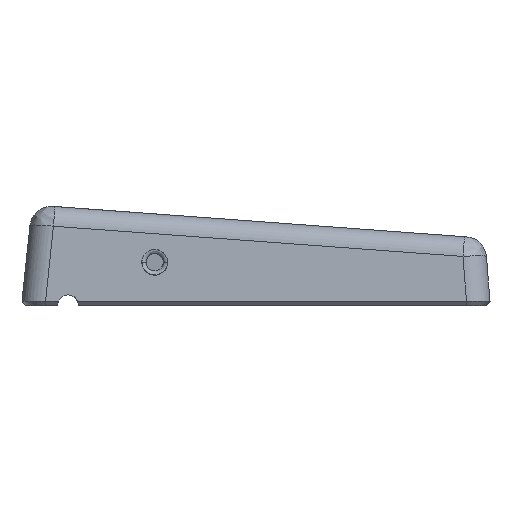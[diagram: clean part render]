
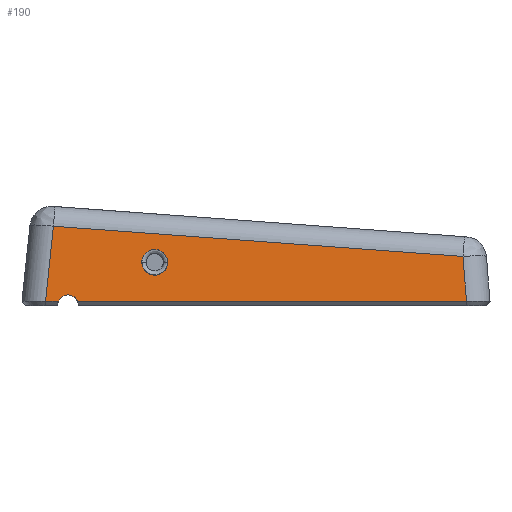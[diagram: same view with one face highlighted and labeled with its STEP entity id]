
A CAD part, left-side view. The second image highlights one B-rep face of the part: STEP entity #190.
In plain terms, the highlighted planar face has unit normal (-0.997, 0, 0.079).
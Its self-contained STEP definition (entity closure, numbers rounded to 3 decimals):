
#145 = FACE_OUTER_BOUND ( 'NONE', #4771, .T. ) ;
#190 = ADVANCED_FACE ( 'NONE', ( #145, #4805 ), #1676, .F. ) ;
#205 = CARTESIAN_POINT ( 'NONE',  ( -158.351, 23.6, 7.1 ) ) ;
#208 =( BOUNDED_CURVE ( )  B_SPLINE_CURVE ( 3, ( #1096, #2613, #2248, #3770 ),
 .UNSPECIFIED., .F., .T. ) 
 B_SPLINE_CURVE_WITH_KNOTS ( ( 4, 4 ),
 ( 5.092, 7.474 ),
 .UNSPECIFIED. ) 
 CURVE ( )  GEOMETRIC_REPRESENTATION_ITEM ( )  RATIONAL_B_SPLINE_CURVE ( ( 1., 0.58, 0.58, 1. ) ) 
 REPRESENTATION_ITEM ( '' )  );
#220 = EDGE_CURVE ( 'NONE', #4376, #3700, #4833, .T. ) ;
#238 = CARTESIAN_POINT ( 'NONE',  ( -158.351, 17.6, 7.1 ) ) ;
#513 = ORIENTED_EDGE ( 'NONE', *, *, #1094, .T. ) ;
#587 = CARTESIAN_POINT ( 'NONE',  ( -158.51, 48.641, 5.081 ) ) ;
#593 = EDGE_CURVE ( 'NONE', #4776, #4824, #3113, .T. ) ;
#596 = CARTESIAN_POINT ( 'NONE',  ( -157.879, 17.6, 13.1 ) ) ;
#611 = VECTOR ( 'NONE', #3974, 1000. ) ;
#889 = VERTEX_POINT ( 'NONE', #4257 ) ;
#965 = CARTESIAN_POINT ( 'NONE',  ( -158.351, 23.6, 7.1 ) ) ;
#998 = CARTESIAN_POINT ( 'NONE',  ( -158.91, 0., 0. ) ) ;
#1010 = CARTESIAN_POINT ( 'NONE',  ( -157.879, 23.6, 13.1 ) ) ;
#1094 = EDGE_CURVE ( 'NONE', #4781, #889, #4739, .T. ) ;
#1096 = CARTESIAN_POINT ( 'NONE',  ( -158.832, 46.075, 0.997 ) ) ;
#1104 =( BOUNDED_CURVE ( )  B_SPLINE_CURVE ( 3, ( #965, #238, #596, #3293 ),
 .UNSPECIFIED., .F., .T. ) 
 B_SPLINE_CURVE_WITH_KNOTS ( ( 4, 4 ),
 ( 0., 3.142 ),
 .UNSPECIFIED. ) 
 CURVE ( )  GEOMETRIC_REPRESENTATION_ITEM ( )  RATIONAL_B_SPLINE_CURVE ( ( 1., 0.333, 0.333, 1. ) ) 
 REPRESENTATION_ITEM ( '' )  );
#1257 = DIRECTION ( 'NONE',  ( 0.078, 0.078, 0.994 ) ) ;
#1343 = ORIENTED_EDGE ( 'NONE', *, *, #3769, .T. ) ;
#1355 = LINE ( 'NONE', #587, #3189 ) ;
#1381 = DIRECTION ( 'NONE',  ( -0.078, 0.104, -0.991 ) ) ;
#1504 = EDGE_CURVE ( 'NONE', #3609, #4556, #4941, .T. ) ;
#1676 = PLANE ( 'NONE',  #2213 ) ;
#1766 = CARTESIAN_POINT ( 'NONE',  ( -158.351, 23.6, 7.1 ) ) ;
#1812 = VECTOR ( 'NONE', #2852, 1000. ) ;
#1979 = CARTESIAN_POINT ( 'NONE',  ( -158.832, 41.625, 0.997 ) ) ;
#2006 = LINE ( 'NONE', #4684, #3319 ) ;
#2213 = AXIS2_PLACEMENT_3D ( 'NONE', #998, #2823, #4420 ) ;
#2248 = CARTESIAN_POINT ( 'NONE',  ( -158.645, 42.572, 3.371 ) ) ;
#2480 = CARTESIAN_POINT ( 'NONE',  ( -158.351, 29.6, 7.1 ) ) ;
#2613 = CARTESIAN_POINT ( 'NONE',  ( -158.645, 45.128, 3.371 ) ) ;
#2716 = CARTESIAN_POINT ( 'NONE',  ( -157.879, 23.6, 13.1 ) ) ;
#2823 = DIRECTION ( 'NONE',  ( 0.997, 0., -0.078 ) ) ;
#2852 = DIRECTION ( 'NONE',  ( 0.006, 0.997, 0.073 ) ) ;
#2922 = CARTESIAN_POINT ( 'NONE',  ( -158.832, 0., 0.997 ) ) ;
#2999 = CARTESIAN_POINT ( 'NONE',  ( -158.832, -49.098, 0.997 ) ) ;
#3113 =( BOUNDED_CURVE ( )  B_SPLINE_CURVE ( 3, ( #1010, #4789, #2480, #205 ),
 .UNSPECIFIED., .F., .T. ) 
 B_SPLINE_CURVE_WITH_KNOTS ( ( 4, 4 ),
 ( 3.142, 6.283 ),
 .UNSPECIFIED. ) 
 CURVE ( )  GEOMETRIC_REPRESENTATION_ITEM ( )  RATIONAL_B_SPLINE_CURVE ( ( 1., 0.333, 0.333, 1. ) ) 
 REPRESENTATION_ITEM ( '' )  );
#3140 = ORIENTED_EDGE ( 'NONE', *, *, #1504, .T. ) ;
#3148 = ORIENTED_EDGE ( 'NONE', *, *, #4089, .T. ) ;
#3189 = VECTOR ( 'NONE', #1381, 1000. ) ;
#3293 = CARTESIAN_POINT ( 'NONE',  ( -157.879, 23.6, 13.1 ) ) ;
#3296 = EDGE_CURVE ( 'NONE', #3700, #4781, #2006, .T. ) ;
#3319 = VECTOR ( 'NONE', #1257, 1000. ) ;
#3566 = CARTESIAN_POINT ( 'NONE',  ( -158.832, 49.07, 0.997 ) ) ;
#3609 = VERTEX_POINT ( 'NONE', #3566 ) ;
#3681 = ORIENTED_EDGE ( 'NONE', *, *, #220, .T. ) ;
#3700 = VERTEX_POINT ( 'NONE', #2999 ) ;
#3769 = EDGE_CURVE ( 'NONE', #4556, #4376, #208, .T. ) ;
#3770 = CARTESIAN_POINT ( 'NONE',  ( -158.832, 41.625, 0.997 ) ) ;
#3790 = ORIENTED_EDGE ( 'NONE', *, *, #3296, .T. ) ;
#3874 = EDGE_LOOP ( 'NONE', ( #4225, #4766 ) ) ;
#3974 = DIRECTION ( 'NONE',  ( 0., -1., 0. ) ) ;
#3982 = CARTESIAN_POINT ( 'NONE',  ( -157.733, -1.108, 14.953 ) ) ;
#4089 = EDGE_CURVE ( 'NONE', #889, #3609, #1355, .T. ) ;
#4225 = ORIENTED_EDGE ( 'NONE', *, *, #593, .F. ) ;
#4257 = CARTESIAN_POINT ( 'NONE',  ( -157.453, 47.229, 18.513 ) ) ;
#4258 = VECTOR ( 'NONE', #4504, 1000. ) ;
#4376 = VERTEX_POINT ( 'NONE', #1979 ) ;
#4420 = DIRECTION ( 'NONE',  ( 0., -1., 0. ) ) ;
#4504 = DIRECTION ( 'NONE',  ( 0., -1., 0. ) ) ;
#4525 = CARTESIAN_POINT ( 'NONE',  ( -158.832, 46.075, 0.997 ) ) ;
#4556 = VERTEX_POINT ( 'NONE', #4525 ) ;
#4684 = CARTESIAN_POINT ( 'NONE',  ( -158.609, -48.876, 3.823 ) ) ;
#4739 = LINE ( 'NONE', #3982, #1812 ) ;
#4766 = ORIENTED_EDGE ( 'NONE', *, *, #4840, .F. ) ;
#4771 = EDGE_LOOP ( 'NONE', ( #3140, #1343, #3681, #3790, #513, #3148 ) ) ;
#4772 = CARTESIAN_POINT ( 'NONE',  ( -158.007, -48.273, 11.48 ) ) ;
#4776 = VERTEX_POINT ( 'NONE', #2716 ) ;
#4781 = VERTEX_POINT ( 'NONE', #4772 ) ;
#4789 = CARTESIAN_POINT ( 'NONE',  ( -157.879, 29.6, 13.1 ) ) ;
#4805 = FACE_BOUND ( 'NONE', #3874, .T. ) ;
#4824 = VERTEX_POINT ( 'NONE', #1766 ) ;
#4833 = LINE ( 'NONE', #2922, #611 ) ;
#4840 = EDGE_CURVE ( 'NONE', #4824, #4776, #1104, .T. ) ;
#4871 = CARTESIAN_POINT ( 'NONE',  ( -158.832, 0., 0.997 ) ) ;
#4941 = LINE ( 'NONE', #4871, #4258 ) ;
